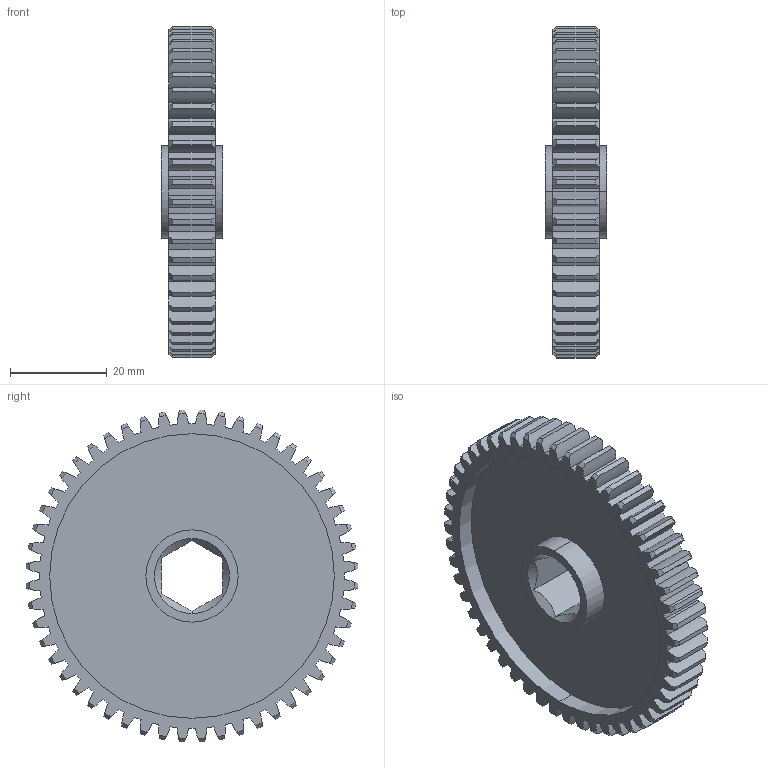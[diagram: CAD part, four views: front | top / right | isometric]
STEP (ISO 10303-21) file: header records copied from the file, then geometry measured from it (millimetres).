
FILE_DESCRIPTION (( 'STEP AP203' ), '1' );
FILE_NAME ('am-3821 52T 20DP 500hex 375 FW.STEP', '2022-06-30T16:56:23', ( '' ), ( '' ), 'SwSTEP 2.0', 'SolidWorks 2022', '' );
FILE_SCHEMA (( 'CONFIG_CONTROL_DESIGN' ));
Length unit declared in the file: inch
Products named in the file (1): am-3821 52T 20DP 500hex 375 FW
Bounding box: 12.7 x 68.51 x 68.51 mm (x, y, z)
Volume: 14282.4 mm3; surface area: 12883.1 mm2
Topology: 1 solids, 1 shells, 341 faces, 1001 edges, 666 vertices
Faces by surface type: cylinder 221, cone 108, plane 12
Entity records: 12040 total; most frequent: CARTESIAN_POINT 2785, DIRECTION 2007, ORIENTED_EDGE 2002, EDGE_CURVE 1001, AXIS2_PLACEMENT_3D 888, VERTEX_POINT 666, CIRCLE 546, EDGE_LOOP 347
